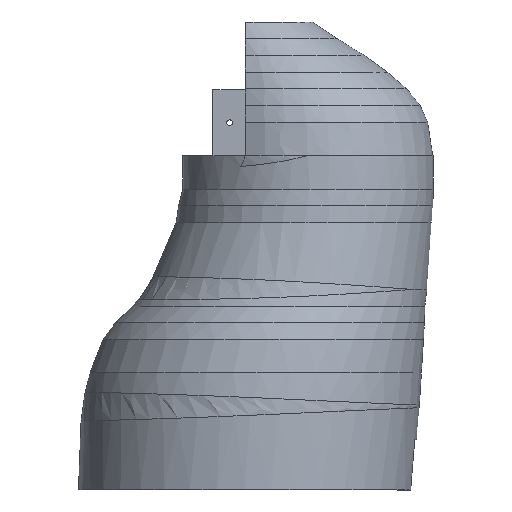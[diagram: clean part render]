
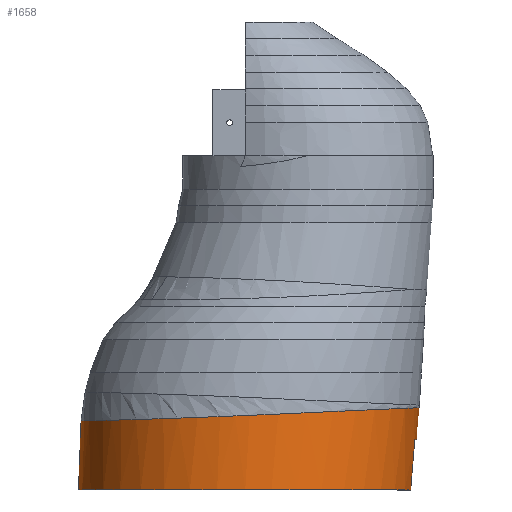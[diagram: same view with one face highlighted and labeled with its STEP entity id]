
A CAD part, front view. The second image highlights one B-rep face of the part: STEP entity #1658.
In plain terms, the highlighted free-form (B-spline) face has degree [1, 2] with [2, 9] control points.
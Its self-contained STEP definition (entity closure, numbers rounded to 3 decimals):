
#27=(
BOUNDED_SURFACE()
B_SPLINE_SURFACE(1,2,((#7754,#7755,#7756,#7757,#7758,#7759,#7760,#7761,
#7762),(#7763,#7764,#7765,#7766,#7767,#7768,#7769,#7770,#7771)),
 .UNSPECIFIED.,.F.,.T.,.F.)
B_SPLINE_SURFACE_WITH_KNOTS((2,2),(3,2,2,2,3),(-0.052,0.557),
(-3.142,-1.571,0.,1.571,3.142),
 .UNSPECIFIED.)
GEOMETRIC_REPRESENTATION_ITEM()
RATIONAL_B_SPLINE_SURFACE(((1.,0.707,1.,0.707,1.,
0.707,1.,0.707,1.),(1.,0.707,1.,0.707,
1.,0.707,1.,0.707,1.)))
REPRESENTATION_ITEM('')
SURFACE()
);
#78=(
BOUNDED_CURVE()
B_SPLINE_CURVE(2,(#2193,#2194,#2195),.UNSPECIFIED.,.F.,.F.)
B_SPLINE_CURVE_WITH_KNOTS((3,3),(0.016,3.025),
 .UNSPECIFIED.)
CURVE()
GEOMETRIC_REPRESENTATION_ITEM()
RATIONAL_B_SPLINE_CURVE((1.,1.,1.))
REPRESENTATION_ITEM('')
);
#79=(
BOUNDED_CURVE()
B_SPLINE_CURVE(2,(#2199,#2200,#2201),.UNSPECIFIED.,.F.,.F.)
B_SPLINE_CURVE_WITH_KNOTS((3,3),(0.184,3.193),
 .UNSPECIFIED.)
CURVE()
GEOMETRIC_REPRESENTATION_ITEM()
RATIONAL_B_SPLINE_CURVE((1.,1.,1.))
REPRESENTATION_ITEM('')
);
#173=FACE_OUTER_BOUND('',#266,.T.);
#266=EDGE_LOOP('',(#1534,#1535,#1536,#1537,#1538,#1539,#1540,#1541,#1542));
#271=CIRCLE('',#1681,100.);
#272=CIRCLE('',#1682,100.);
#273=CIRCLE('',#1686,100.6);
#458=B_SPLINE_CURVE_WITH_KNOTS('',3,(#7702,#7703,#7704,#7705,#7706,#7707,
#7708,#7709,#7710,#7711,#7712,#7713,#7714,#7715,#7716,#7717,#7718,#7719,
#7720,#7721,#7722,#7723),.UNSPECIFIED.,.F.,.F.,(4,1,1,1,1,1,1,1,1,1,1,1,
1,1,1,1,1,1,1,4),(-6.283,-6.059,-5.834,
-5.61,-5.386,-5.086,-4.787,
-4.488,-4.189,-3.89,-3.59,
-3.291,-3.142,-2.992,-2.842,
-2.693,-2.394,-2.094,-1.795,
-1.609),.UNSPECIFIED.);
#459=B_SPLINE_CURVE_WITH_KNOTS('',3,(#7724,#7725,#7726,#7727,#7728,#7729,
#7730,#7731,#7732,#7733),.UNSPECIFIED.,.F.,.F.,(4,1,1,1,1,1,1,4),(-1.609,
-1.496,-1.197,-0.898,-0.673,
-0.449,-0.224,0.),.UNSPECIFIED.);
#461=B_SPLINE_CURVE_WITH_KNOTS('',1,(#7772,#7773),.UNSPECIFIED.,.F.,.F.,
(2,2),(-0.496,-0.053),.UNSPECIFIED.);
#595=VERTEX_POINT('',#2184);
#596=VERTEX_POINT('',#2186);
#597=VERTEX_POINT('',#2188);
#598=VERTEX_POINT('',#2192);
#599=VERTEX_POINT('',#2198);
#759=VERTEX_POINT('',#7665);
#762=VERTEX_POINT('',#7701);
#772=EDGE_CURVE('',#596,#595,#271,.T.);
#773=EDGE_CURVE('',#597,#596,#272,.T.);
#775=EDGE_CURVE('',#598,#597,#78,.T.);
#777=EDGE_CURVE('',#595,#599,#79,.T.);
#780=EDGE_CURVE('',#599,#598,#273,.T.);
#1019=EDGE_CURVE('',#759,#762,#458,.T.);
#1020=EDGE_CURVE('',#762,#759,#459,.T.);
#1022=EDGE_CURVE('',#596,#762,#461,.T.);
#1534=ORIENTED_EDGE('',*,*,#775,.T.);
#1535=ORIENTED_EDGE('',*,*,#773,.T.);
#1536=ORIENTED_EDGE('',*,*,#1022,.T.);
#1537=ORIENTED_EDGE('',*,*,#1019,.F.);
#1538=ORIENTED_EDGE('',*,*,#1020,.F.);
#1539=ORIENTED_EDGE('',*,*,#1022,.F.);
#1540=ORIENTED_EDGE('',*,*,#772,.T.);
#1541=ORIENTED_EDGE('',*,*,#777,.T.);
#1542=ORIENTED_EDGE('',*,*,#780,.T.);
#1658=ADVANCED_FACE('',(#173),#27,.F.);
#1681=AXIS2_PLACEMENT_3D('',#2187,#1799,#1800);
#1682=AXIS2_PLACEMENT_3D('',#2189,#1801,#1802);
#1686=AXIS2_PLACEMENT_3D('',#2206,#1813,#1814);
#1799=DIRECTION('center_axis',(0.,0.,1.));
#1800=DIRECTION('ref_axis',(1.,0.,0.));
#1801=DIRECTION('center_axis',(0.,0.,1.));
#1802=DIRECTION('ref_axis',(1.,0.,0.));
#1813=DIRECTION('center_axis',(0.,0.,
1.));
#1814=DIRECTION('ref_axis',(-0.001,1.,0.));
#2184=CARTESIAN_POINT('',(98.869,-15.,0.));
#2186=CARTESIAN_POINT('',(-0.12,-100.,0.));
#2187=CARTESIAN_POINT('Origin',(0.,0.,0.));
#2188=CARTESIAN_POINT('',(98.869,15.,0.));
#2189=CARTESIAN_POINT('Origin',(0.,0.,0.));
#2192=CARTESIAN_POINT('',(101.275,15.,30.));
#2193=CARTESIAN_POINT('Ctrl Pts',(101.275,15.,30.));
#2194=CARTESIAN_POINT('Ctrl Pts',(100.068,15.,14.954));
#2195=CARTESIAN_POINT('Ctrl Pts',(98.869,15.,0.));
#2198=CARTESIAN_POINT('',(101.275,-15.,30.));
#2199=CARTESIAN_POINT('Ctrl Pts',(98.869,-15.,0.));
#2200=CARTESIAN_POINT('Ctrl Pts',(100.068,-15.,14.954));
#2201=CARTESIAN_POINT('Ctrl Pts',(101.275,-15.,30.));
#2206=CARTESIAN_POINT('Origin',(1.8,0.,30.));
#7665=CARTESIAN_POINT('',(103.938,0.,49.219));
#7701=CARTESIAN_POINT('',(2.56,-100.894,44.676));
#7702=CARTESIAN_POINT('Ctrl Pts',(103.938,0.,
49.219));
#7703=CARTESIAN_POINT('Ctrl Pts',(103.938,8.653,49.219));
#7704=CARTESIAN_POINT('Ctrl Pts',(101.659,25.949,49.126));
#7705=CARTESIAN_POINT('Ctrl Pts',(92.24,49.113,48.731));
#7706=CARTESIAN_POINT('Ctrl Pts',(78.594,68.046,48.136));
#7707=CARTESIAN_POINT('Ctrl Pts',(60.461,84.1,47.315));
#7708=CARTESIAN_POINT('Ctrl Pts',(38.265,95.711,46.281));
#7709=CARTESIAN_POINT('Ctrl Pts',(12.567,101.542,45.1));
#7710=CARTESIAN_POINT('Ctrl Pts',(-13.936,100.704,43.967));
#7711=CARTESIAN_POINT('Ctrl Pts',(-40.485,92.678,42.963));
#7712=CARTESIAN_POINT('Ctrl Pts',(-65.554,76.502,42.151));
#7713=CARTESIAN_POINT('Ctrl Pts',(-86.425,51.447,41.575));
#7714=CARTESIAN_POINT('Ctrl Pts',(-96.763,23.844,41.324));
#7715=CARTESIAN_POINT('Ctrl Pts',(-98.877,-0.004,
41.273));
#7716=CARTESIAN_POINT('Ctrl Pts',(-97.286,-17.869,41.311));
#7717=CARTESIAN_POINT('Ctrl Pts',(-92.641,-34.9,41.424));
#7718=CARTESIAN_POINT('Ctrl Pts',(-82.936,-55.6,41.671));
#7719=CARTESIAN_POINT('Ctrl Pts',(-65.56,-76.511,42.151));
#7720=CARTESIAN_POINT('Ctrl Pts',(-40.484,-92.674,42.963));
#7721=CARTESIAN_POINT('Ctrl Pts',(-17.267,-99.698,43.841));
#7722=CARTESIAN_POINT('Ctrl Pts',(-2.918,-100.884,44.441));
#7723=CARTESIAN_POINT('Ctrl Pts',(2.56,-100.894,44.676));
#7724=CARTESIAN_POINT('Ctrl Pts',(2.56,-100.894,44.676));
#7725=CARTESIAN_POINT('Ctrl Pts',(5.865,-100.901,44.819));
#7726=CARTESIAN_POINT('Ctrl Pts',(17.907,-100.331,45.345));
#7727=CARTESIAN_POINT('Ctrl Pts',(38.262,-95.711,46.281));
#7728=CARTESIAN_POINT('Ctrl Pts',(60.462,-84.101,47.315));
#7729=CARTESIAN_POINT('Ctrl Pts',(78.592,-68.047,48.136));
#7730=CARTESIAN_POINT('Ctrl Pts',(92.24,-49.114,48.731));
#7731=CARTESIAN_POINT('Ctrl Pts',(101.659,-25.95,49.126));
#7732=CARTESIAN_POINT('Ctrl Pts',(103.938,-8.653,49.219));
#7733=CARTESIAN_POINT('Ctrl Pts',(103.938,0.,
49.219));
#7754=CARTESIAN_POINT('Ctrl Pts',(3.195,-101.105,55.261));
#7755=CARTESIAN_POINT('Ctrl Pts',(-97.548,-101.105,61.303));
#7756=CARTESIAN_POINT('Ctrl Pts',(-97.548,0.,
61.303));
#7757=CARTESIAN_POINT('Ctrl Pts',(-97.548,101.105,61.303));
#7758=CARTESIAN_POINT('Ctrl Pts',(3.195,101.105,55.261));
#7759=CARTESIAN_POINT('Ctrl Pts',(103.938,101.105,49.219));
#7760=CARTESIAN_POINT('Ctrl Pts',(103.938,0.,
49.219));
#7761=CARTESIAN_POINT('Ctrl Pts',(103.938,-101.105,49.219));
#7762=CARTESIAN_POINT('Ctrl Pts',(3.195,-101.105,55.261));
#7763=CARTESIAN_POINT('Ctrl Pts',(-0.486,-99.878,
-6.114));
#7764=CARTESIAN_POINT('Ctrl Pts',(-100.006,-99.878,-0.146));
#7765=CARTESIAN_POINT('Ctrl Pts',(-100.006,0.,
-0.146));
#7766=CARTESIAN_POINT('Ctrl Pts',(-100.006,99.878,-0.146));
#7767=CARTESIAN_POINT('Ctrl Pts',(-0.486,99.878,-6.114));
#7768=CARTESIAN_POINT('Ctrl Pts',(99.033,99.878,-12.083));
#7769=CARTESIAN_POINT('Ctrl Pts',(99.033,0.,
-12.083));
#7770=CARTESIAN_POINT('Ctrl Pts',(99.033,-99.878,-12.083));
#7771=CARTESIAN_POINT('Ctrl Pts',(-0.486,-99.878,
-6.114));
#7772=CARTESIAN_POINT('Ctrl Pts',(-0.12,-100.,
0.));
#7773=CARTESIAN_POINT('Ctrl Pts',(2.56,-100.893,44.677));
